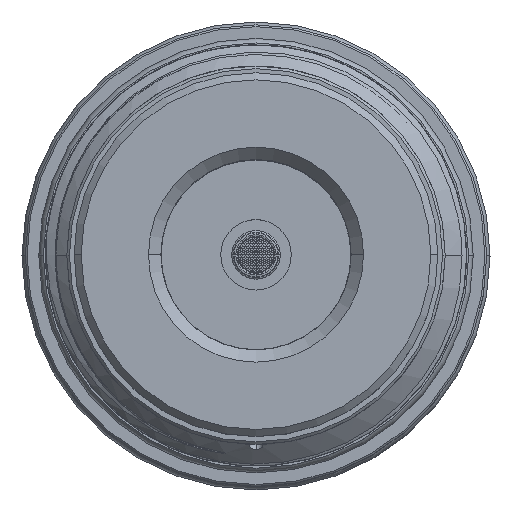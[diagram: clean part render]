
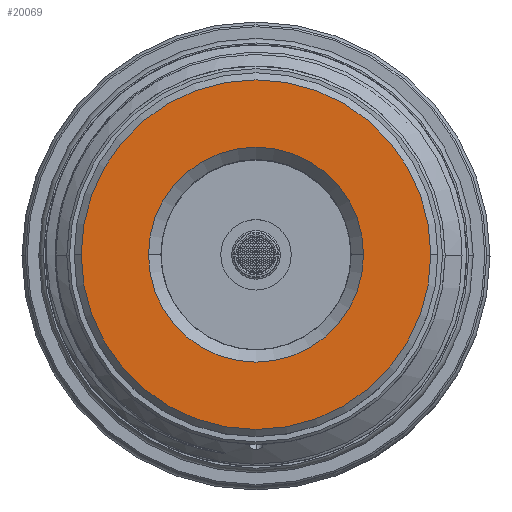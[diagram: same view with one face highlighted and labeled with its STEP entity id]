
A CAD part, top view. The second image highlights one B-rep face of the part: STEP entity #20069.
In plain terms, the highlighted planar face has unit normal (0, 0, 1).
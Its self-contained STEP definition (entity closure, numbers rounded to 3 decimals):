
#716 = DIRECTION ( 'NONE',  ( 0., 0., -1. ) ) ;
#1103 = CARTESIAN_POINT ( 'NONE',  ( 0., 0., 85.713 ) ) ;
#1357 = CIRCLE ( 'NONE', #19919, 12.2 ) ;
#2123 = DIRECTION ( 'NONE',  ( 1., 0., 0. ) ) ;
#2230 = AXIS2_PLACEMENT_3D ( 'NONE', #6905, #20040, #17129 ) ;
#2536 = PLANE ( 'NONE',  #2230 ) ;
#6905 = CARTESIAN_POINT ( 'NONE',  ( 0., 0., 85.713 ) ) ;
#7236 = DIRECTION ( 'NONE',  ( 0., 0., -1. ) ) ;
#11026 = EDGE_CURVE ( 'NONE', #55360, #36048, #31639, .T. ) ;
#13655 = DIRECTION ( 'NONE',  ( -1., 0., 0. ) ) ;
#16354 = DIRECTION ( 'NONE',  ( -1., 0., 0. ) ) ;
#16537 = CARTESIAN_POINT ( 'NONE',  ( 0., 0., 85.713 ) ) ;
#17129 = DIRECTION ( 'NONE',  ( -1., 0., 0. ) ) ;
#19808 = DIRECTION ( 'NONE',  ( 0., 0., 1. ) ) ;
#19919 = AXIS2_PLACEMENT_3D ( 'NONE', #50083, #24002, #49704 ) ;
#20040 = DIRECTION ( 'NONE',  ( 0., 0., -1. ) ) ;
#20069 = ADVANCED_FACE ( 'NONE', ( #29089, #41363 ), #2536, .F. ) ;
#21065 = EDGE_CURVE ( 'NONE', #36048, #55360, #26280, .T. ) ;
#22042 = CARTESIAN_POINT ( 'NONE',  ( 19.84, 0., 85.713 ) ) ;
#23185 = EDGE_LOOP ( 'NONE', ( #46821, #47787 ) ) ;
#24002 = DIRECTION ( 'NONE',  ( 0., 0., 1. ) ) ;
#24216 = EDGE_LOOP ( 'NONE', ( #55613, #54304 ) ) ;
#25415 = CIRCLE ( 'NONE', #45448, 12.2 ) ;
#26280 = CIRCLE ( 'NONE', #38314, 19.84 ) ;
#28199 = CARTESIAN_POINT ( 'NONE',  ( 0., 0., 85.713 ) ) ;
#29089 = FACE_OUTER_BOUND ( 'NONE', #23185, .T. ) ;
#31639 = CIRCLE ( 'NONE', #55631, 19.84 ) ;
#36048 = VERTEX_POINT ( 'NONE', #22042 ) ;
#36233 = VERTEX_POINT ( 'NONE', #37280 ) ;
#37280 = CARTESIAN_POINT ( 'NONE',  ( 12.2, 0., 85.713 ) ) ;
#38314 = AXIS2_PLACEMENT_3D ( 'NONE', #16537, #7236, #16354 ) ;
#41363 = FACE_BOUND ( 'NONE', #24216, .T. ) ;
#43917 = CARTESIAN_POINT ( 'NONE',  ( -12.2, 0., 85.713 ) ) ;
#44710 = VERTEX_POINT ( 'NONE', #43917 ) ;
#45448 = AXIS2_PLACEMENT_3D ( 'NONE', #28199, #19808, #2123 ) ;
#46821 = ORIENTED_EDGE ( 'NONE', *, *, #11026, .F. ) ;
#47787 = ORIENTED_EDGE ( 'NONE', *, *, #21065, .F. ) ;
#49704 = DIRECTION ( 'NONE',  ( 1., 0., 0. ) ) ;
#50083 = CARTESIAN_POINT ( 'NONE',  ( 0., 0., 85.713 ) ) ;
#53164 = EDGE_CURVE ( 'NONE', #36233, #44710, #25415, .T. ) ;
#54304 = ORIENTED_EDGE ( 'NONE', *, *, #55279, .F. ) ;
#54657 = CARTESIAN_POINT ( 'NONE',  ( -19.84, 0., 85.713 ) ) ;
#55279 = EDGE_CURVE ( 'NONE', #44710, #36233, #1357, .T. ) ;
#55360 = VERTEX_POINT ( 'NONE', #54657 ) ;
#55613 = ORIENTED_EDGE ( 'NONE', *, *, #53164, .F. ) ;
#55631 = AXIS2_PLACEMENT_3D ( 'NONE', #1103, #716, #13655 ) ;
